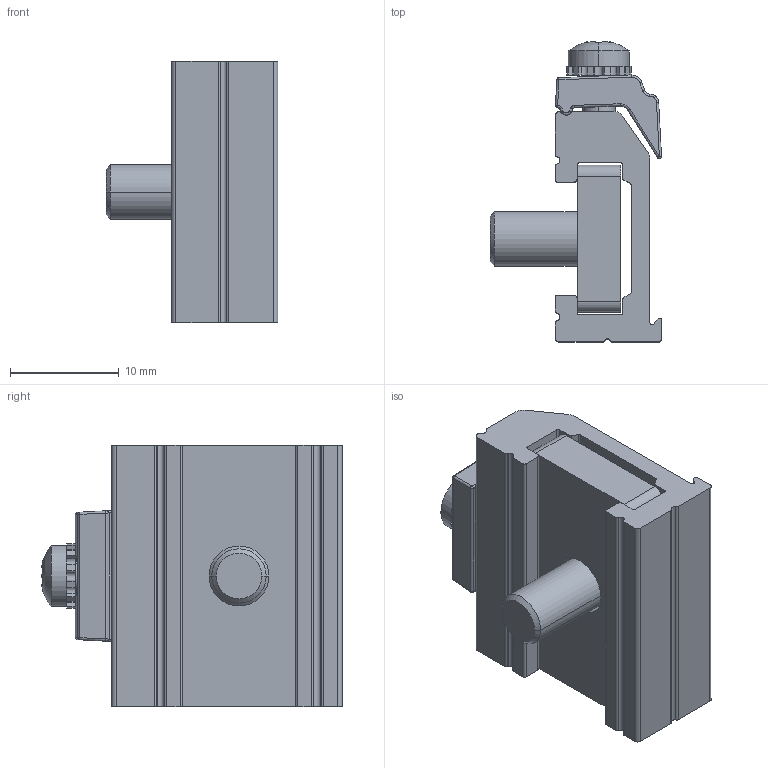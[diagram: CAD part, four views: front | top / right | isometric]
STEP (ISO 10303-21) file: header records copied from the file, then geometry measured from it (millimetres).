
FILE_DESCRIPTION((''),'2;1');
FILE_NAME('DB003391_SCHWENKHALTER_KURZ_O_W_ASM','2012-05-02T',('jsteininge'),(''),'PRO/ENGINEER BY PARAMETRIC TECHNOLOGY CORPORATION, 2006300','PRO/ENGINEER BY PARAMETRIC TECHNOLOGY CORPORATION, 2006300','');
FILE_SCHEMA(('CONFIG_CONTROL_DESIGN'));
Length unit declared in the file: millimetre
Products named in the file (7): DB002999_NUTPROFIL_SLCT_KURZ; DB003001_NUTMUTTER_KURZ_SENK; DB003000_DRUCKSTUECK_DRUCKGUSS; DB003347_ZAHNSCHEIBE-M3_DIN6797; DB003012_SHR_TORX_M3X8; DB004271_SENKSHR_TORX_ISO14584; DB003391_SCHWENKHALTER_KURZ_O_W_ASM
Assembly tree (6 placements, depth 2):
  DB003391_SCHWENKHALTER_KURZ_O_W_ASM
    DB002999_NUTPROFIL_SLCT_KURZ
    DB003001_NUTMUTTER_KURZ_SENK
    DB003000_DRUCKSTUECK_DRUCKGUSS
    DB003347_ZAHNSCHEIBE-M3_DIN6797
    DB003012_SHR_TORX_M3X8
    DB004271_SENKSHR_TORX_ISO14584
Bounding box: 15.8 x 27.64 x 24 mm (x, y, z)
Volume: 3936.5 mm3; surface area: 4019.2 mm2
Topology: 6 solids, 6 shells, 246 faces, 681 edges, 484 vertices
Faces by surface type: cylinder 113, plane 101, bspline 14, cone 10, sphere 8
Entity records: 10130 total; most frequent: CARTESIAN_POINT 2352, DIRECTION 1385, ORIENTED_EDGE 1290, EDGE_CURVE 645, AXIS2_PLACEMENT_3D 489, VERTEX_POINT 412, VECTOR 407, LINE 407
